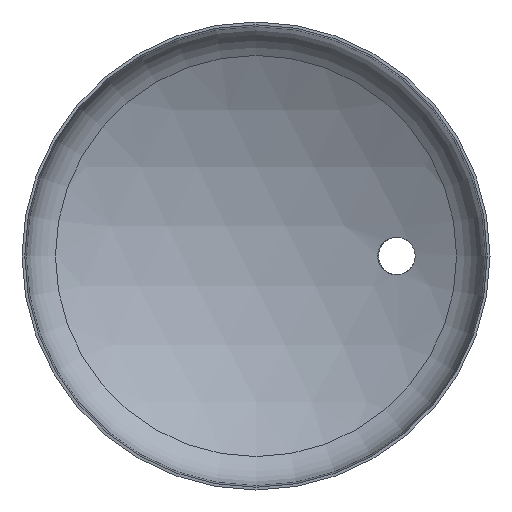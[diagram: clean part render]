
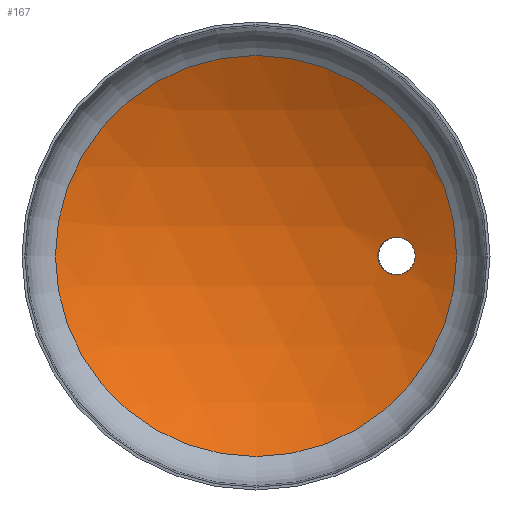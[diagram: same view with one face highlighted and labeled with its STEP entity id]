
A CAD part, front view. The second image highlights one B-rep face of the part: STEP entity #167.
In plain terms, the highlighted spherical face has radius 447 mm.
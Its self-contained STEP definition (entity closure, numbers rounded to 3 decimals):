
#44=FACE_BOUND('',#76,.T.);
#55=B_SPLINE_CURVE_WITH_KNOTS('',3,(#324,#325,#326,#327,#328,#329,#330,
#331,#332,#333,#334,#335,#336,#337,#338,#339,#340,#341,#342,#343,#344,#345,
#346,#347,#348,#349,#350,#351,#352,#353,#354,#355,#356,#357,#358,#359,#360,
#361,#362,#363,#364,#365,#366,#367,#368,#369,#370,#371,#372,#373,#374,#375,
#376,#377,#378,#379,#380,#381,#382,#383,#384,#385,#386,#387,#388,#389),
 .UNSPECIFIED.,.T.,.F.,(4,2,2,2,2,2,2,2,2,2,2,2,2,2,2,2,2,2,2,2,2,2,2,2,
2,2,2,2,2,2,2,2,4),(0.,0.376,0.751,1.127,
1.502,1.904,2.305,2.707,3.109,
3.509,3.91,4.311,4.712,5.088,
5.463,5.839,6.214,6.59,6.965,
7.341,7.717,8.117,8.518,8.919,
9.32,9.722,10.123,10.525,10.926,
11.302,11.678,12.053,12.429),
 .UNSPECIFIED.);
#60=FACE_OUTER_BOUND('',#75,.T.);
#75=EDGE_LOOP('',(#136));
#76=EDGE_LOOP('',(#137));
#97=CIRCLE('',#185,214.276);
#107=VERTEX_POINT('',#323);
#108=VERTEX_POINT('',#391);
#120=EDGE_CURVE('',#107,#107,#55,.T.);
#121=EDGE_CURVE('',#108,#108,#97,.T.);
#136=ORIENTED_EDGE('',*,*,#121,.T.);
#137=ORIENTED_EDGE('',*,*,#120,.T.);
#161=SPHERICAL_SURFACE('',#184,447.);
#167=ADVANCED_FACE('',(#60,#44),#161,.F.);
#184=AXIS2_PLACEMENT_3D('',#390,#210,#211);
#185=AXIS2_PLACEMENT_3D('',#392,#212,#213);
#210=DIRECTION('center_axis',(0.,0.,1.));
#211=DIRECTION('ref_axis',(1.,0.,0.));
#212=DIRECTION('center_axis',(0.,-1.,0.));
#213=DIRECTION('ref_axis',(1.,0.,0.));
#323=CARTESIAN_POINT('',(170.,100.477,0.));
#324=CARTESIAN_POINT('Ctrl Pts',(170.,100.477,0.));
#325=CARTESIAN_POINT('Ctrl Pts',(170.,100.477,-1.252));
#326=CARTESIAN_POINT('Ctrl Pts',(169.88,100.52,-2.544));
#327=CARTESIAN_POINT('Ctrl Pts',(169.381,100.702,-5.108));
#328=CARTESIAN_POINT('Ctrl Pts',(169.001,100.839,-6.379));
#329=CARTESIAN_POINT('Ctrl Pts',(168.002,101.201,-8.812));
#330=CARTESIAN_POINT('Ctrl Pts',(167.383,101.426,-9.975));
#331=CARTESIAN_POINT('Ctrl Pts',(165.961,101.94,-12.121));
#332=CARTESIAN_POINT('Ctrl Pts',(165.158,102.23,-13.104));
#333=CARTESIAN_POINT('Ctrl Pts',(163.403,102.864,-14.901));
#334=CARTESIAN_POINT('Ctrl Pts',(162.38,103.233,-15.765));
#335=CARTESIAN_POINT('Ctrl Pts',(160.159,104.032,-17.28));
#336=CARTESIAN_POINT('Ctrl Pts',(158.96,104.463,-17.931));
#337=CARTESIAN_POINT('Ctrl Pts',(156.467,105.359,-18.974));
#338=CARTESIAN_POINT('Ctrl Pts',(155.169,105.824,-19.366));
#339=CARTESIAN_POINT('Ctrl Pts',(152.567,106.755,-19.879));
#340=CARTESIAN_POINT('Ctrl Pts',(151.261,107.221,-20.));
#341=CARTESIAN_POINT('Ctrl Pts',(148.741,108.12,-20.));
#342=CARTESIAN_POINT('Ctrl Pts',(147.437,108.584,-19.879));
#343=CARTESIAN_POINT('Ctrl Pts',(144.836,109.509,-19.367));
#344=CARTESIAN_POINT('Ctrl Pts',(143.539,109.969,-18.976));
#345=CARTESIAN_POINT('Ctrl Pts',(141.046,110.853,-17.935));
#346=CARTESIAN_POINT('Ctrl Pts',(139.847,111.277,-17.284));
#347=CARTESIAN_POINT('Ctrl Pts',(137.625,112.061,-15.769));
#348=CARTESIAN_POINT('Ctrl Pts',(136.602,112.422,-14.906));
#349=CARTESIAN_POINT('Ctrl Pts',(134.846,113.041,-13.108));
#350=CARTESIAN_POINT('Ctrl Pts',(134.042,113.324,-12.125));
#351=CARTESIAN_POINT('Ctrl Pts',(132.619,113.825,-9.977));
#352=CARTESIAN_POINT('Ctrl Pts',(131.999,114.043,-8.814));
#353=CARTESIAN_POINT('Ctrl Pts',(130.999,114.394,-6.38));
#354=CARTESIAN_POINT('Ctrl Pts',(130.619,114.527,-5.108));
#355=CARTESIAN_POINT('Ctrl Pts',(130.119,114.702,-2.544));
#356=CARTESIAN_POINT('Ctrl Pts',(130.,114.744,-1.252));
#357=CARTESIAN_POINT('Ctrl Pts',(130.,114.744,1.252));
#358=CARTESIAN_POINT('Ctrl Pts',(130.119,114.702,2.544));
#359=CARTESIAN_POINT('Ctrl Pts',(130.619,114.527,5.108));
#360=CARTESIAN_POINT('Ctrl Pts',(130.999,114.394,6.38));
#361=CARTESIAN_POINT('Ctrl Pts',(131.999,114.043,8.814));
#362=CARTESIAN_POINT('Ctrl Pts',(132.619,113.825,9.977));
#363=CARTESIAN_POINT('Ctrl Pts',(134.042,113.324,12.125));
#364=CARTESIAN_POINT('Ctrl Pts',(134.846,113.041,13.108));
#365=CARTESIAN_POINT('Ctrl Pts',(136.602,112.422,14.906));
#366=CARTESIAN_POINT('Ctrl Pts',(137.625,112.061,15.769));
#367=CARTESIAN_POINT('Ctrl Pts',(139.847,111.277,17.284));
#368=CARTESIAN_POINT('Ctrl Pts',(141.046,110.853,17.935));
#369=CARTESIAN_POINT('Ctrl Pts',(143.539,109.969,18.976));
#370=CARTESIAN_POINT('Ctrl Pts',(144.836,109.509,19.367));
#371=CARTESIAN_POINT('Ctrl Pts',(147.437,108.584,19.879));
#372=CARTESIAN_POINT('Ctrl Pts',(148.741,108.12,20.));
#373=CARTESIAN_POINT('Ctrl Pts',(151.261,107.221,20.));
#374=CARTESIAN_POINT('Ctrl Pts',(152.567,106.755,19.879));
#375=CARTESIAN_POINT('Ctrl Pts',(155.169,105.824,19.366));
#376=CARTESIAN_POINT('Ctrl Pts',(156.467,105.359,18.974));
#377=CARTESIAN_POINT('Ctrl Pts',(158.96,104.463,17.931));
#378=CARTESIAN_POINT('Ctrl Pts',(160.159,104.032,17.28));
#379=CARTESIAN_POINT('Ctrl Pts',(162.38,103.233,15.765));
#380=CARTESIAN_POINT('Ctrl Pts',(163.403,102.864,14.901));
#381=CARTESIAN_POINT('Ctrl Pts',(165.158,102.23,13.104));
#382=CARTESIAN_POINT('Ctrl Pts',(165.961,101.94,12.121));
#383=CARTESIAN_POINT('Ctrl Pts',(167.383,101.426,9.975));
#384=CARTESIAN_POINT('Ctrl Pts',(168.002,101.201,8.812));
#385=CARTESIAN_POINT('Ctrl Pts',(169.001,100.839,6.379));
#386=CARTESIAN_POINT('Ctrl Pts',(169.381,100.702,5.108));
#387=CARTESIAN_POINT('Ctrl Pts',(169.88,100.52,2.544));
#388=CARTESIAN_POINT('Ctrl Pts',(170.,100.477,1.252));
#389=CARTESIAN_POINT('Ctrl Pts',(170.,100.477,0.));
#390=CARTESIAN_POINT('Origin',(0.,-312.934,0.));
#391=CARTESIAN_POINT('',(214.276,79.36,0.));
#392=CARTESIAN_POINT('Origin',(0.,79.36,0.));
